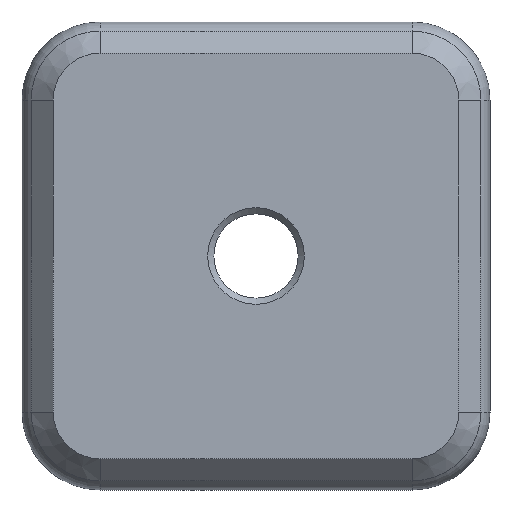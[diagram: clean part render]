
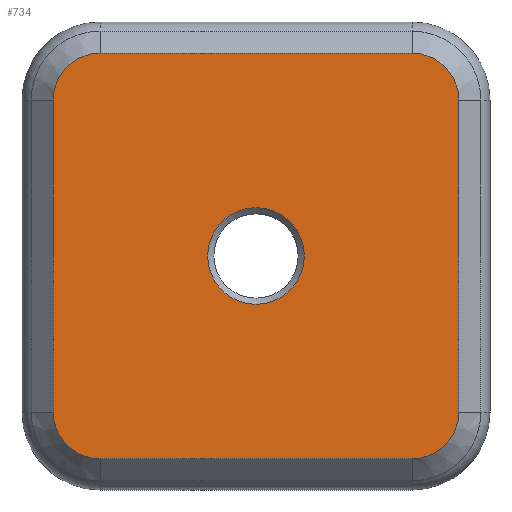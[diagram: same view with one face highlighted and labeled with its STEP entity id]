
A CAD part, left-side view. The second image highlights one B-rep face of the part: STEP entity #734.
In plain terms, the highlighted planar face has unit normal (-1, 0, 0).
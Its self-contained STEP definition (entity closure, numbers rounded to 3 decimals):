
#19=FACE_BOUND('',#105,.T.);
#33=PLANE('',#802);
#60=FACE_OUTER_BOUND('',#104,.T.);
#104=EDGE_LOOP('',(#571,#572,#573,#574,#575,#576,#577,#578));
#105=EDGE_LOOP('',(#579));
#169=LINE('',#1224,#231);
#170=LINE('',#1228,#232);
#171=LINE('',#1232,#233);
#172=LINE('',#1235,#234);
#231=VECTOR('',#976,10.);
#232=VECTOR('',#979,10.);
#233=VECTOR('',#982,10.);
#234=VECTOR('',#985,10.);
#276=CIRCLE('',#800,3.1);
#278=CIRCLE('',#803,3.);
#279=CIRCLE('',#804,3.);
#280=CIRCLE('',#805,3.);
#281=CIRCLE('',#806,3.);
#343=VERTEX_POINT('',#1214);
#345=VERTEX_POINT('',#1220);
#346=VERTEX_POINT('',#1221);
#347=VERTEX_POINT('',#1223);
#348=VERTEX_POINT('',#1225);
#349=VERTEX_POINT('',#1227);
#350=VERTEX_POINT('',#1229);
#351=VERTEX_POINT('',#1231);
#352=VERTEX_POINT('',#1233);
#426=EDGE_CURVE('',#343,#343,#276,.T.);
#429=EDGE_CURVE('',#345,#346,#278,.T.);
#430=EDGE_CURVE('',#347,#345,#169,.T.);
#431=EDGE_CURVE('',#348,#347,#279,.T.);
#432=EDGE_CURVE('',#349,#348,#170,.T.);
#433=EDGE_CURVE('',#350,#349,#280,.T.);
#434=EDGE_CURVE('',#351,#350,#171,.T.);
#435=EDGE_CURVE('',#352,#351,#281,.T.);
#436=EDGE_CURVE('',#346,#352,#172,.T.);
#571=ORIENTED_EDGE('',*,*,#429,.F.);
#572=ORIENTED_EDGE('',*,*,#430,.F.);
#573=ORIENTED_EDGE('',*,*,#431,.F.);
#574=ORIENTED_EDGE('',*,*,#432,.F.);
#575=ORIENTED_EDGE('',*,*,#433,.F.);
#576=ORIENTED_EDGE('',*,*,#434,.F.);
#577=ORIENTED_EDGE('',*,*,#435,.F.);
#578=ORIENTED_EDGE('',*,*,#436,.F.);
#579=ORIENTED_EDGE('',*,*,#426,.F.);
#734=ADVANCED_FACE('',(#60,#19),#33,.T.);
#800=AXIS2_PLACEMENT_3D('',#1215,#967,#968);
#802=AXIS2_PLACEMENT_3D('',#1219,#972,#973);
#803=AXIS2_PLACEMENT_3D('',#1222,#974,#975);
#804=AXIS2_PLACEMENT_3D('',#1226,#977,#978);
#805=AXIS2_PLACEMENT_3D('',#1230,#980,#981);
#806=AXIS2_PLACEMENT_3D('',#1234,#983,#984);
#967=DIRECTION('center_axis',(-1.,0.,0.));
#968=DIRECTION('ref_axis',(0.,-1.,0.));
#972=DIRECTION('center_axis',(-1.,0.,0.));
#973=DIRECTION('ref_axis',(0.,0.,1.));
#974=DIRECTION('center_axis',(1.,0.,0.));
#975=DIRECTION('ref_axis',(0.,-0.707,0.707));
#976=DIRECTION('',(0.,-1.,0.));
#977=DIRECTION('center_axis',(1.,0.,0.));
#978=DIRECTION('ref_axis',(0.,0.707,0.707));
#979=DIRECTION('',(0.,0.,1.));
#980=DIRECTION('center_axis',(1.,0.,0.));
#981=DIRECTION('ref_axis',(0.,0.707,-0.707));
#982=DIRECTION('',(0.,1.,0.));
#983=DIRECTION('center_axis',(1.,0.,0.));
#984=DIRECTION('ref_axis',(0.,-0.707,-0.707));
#985=DIRECTION('',(0.,0.,-1.));
#1214=CARTESIAN_POINT('',(-186.,-298.265,45.));
#1215=CARTESIAN_POINT('Origin',(-186.,-301.365,45.));
#1219=CARTESIAN_POINT('Origin',(-186.,-205.,260.));
#1220=CARTESIAN_POINT('',(-186.,-311.365,58.));
#1221=CARTESIAN_POINT('',(-186.,-314.365,55.));
#1222=CARTESIAN_POINT('Origin',(-186.,-311.365,55.));
#1223=CARTESIAN_POINT('',(-186.,-291.365,58.));
#1224=CARTESIAN_POINT('',(-186.,-260.683,58.));
#1225=CARTESIAN_POINT('',(-186.,-288.365,55.));
#1226=CARTESIAN_POINT('Origin',(-186.,-291.365,55.));
#1227=CARTESIAN_POINT('',(-186.,-288.365,35.));
#1228=CARTESIAN_POINT('',(-186.,-288.365,160.));
#1229=CARTESIAN_POINT('',(-186.,-291.365,32.));
#1230=CARTESIAN_POINT('Origin',(-186.,-291.365,35.));
#1231=CARTESIAN_POINT('',(-186.,-311.365,32.));
#1232=CARTESIAN_POINT('',(-186.,-245.683,32.));
#1233=CARTESIAN_POINT('',(-186.,-314.365,35.));
#1234=CARTESIAN_POINT('Origin',(-186.,-311.365,35.));
#1235=CARTESIAN_POINT('',(-186.,-314.365,145.));
